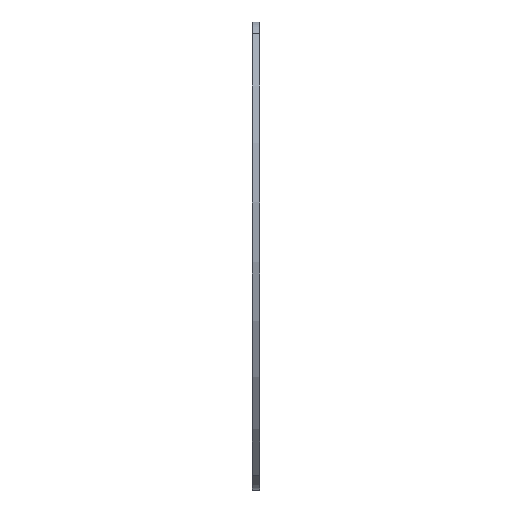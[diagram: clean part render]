
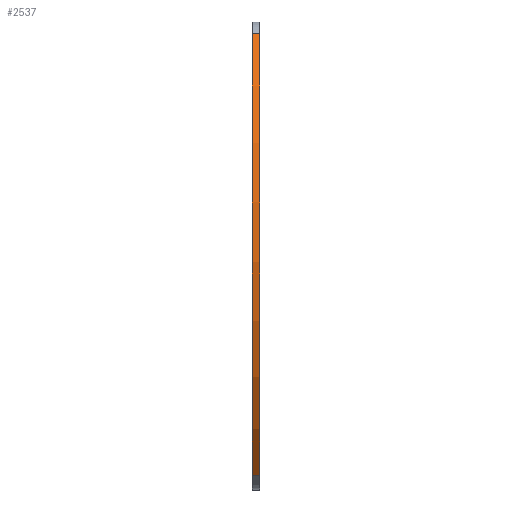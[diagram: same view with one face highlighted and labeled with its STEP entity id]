
A CAD part, left-side view. The second image highlights one B-rep face of the part: STEP entity #2537.
In plain terms, the highlighted cylindrical face has radius 147.5 mm (diameter 295 mm), a partial arc.
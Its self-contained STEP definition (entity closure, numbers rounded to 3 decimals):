
#215=FACE_OUTER_BOUND('',#416,.T.);
#416=EDGE_LOOP('',(#2184,#2185,#2186,#2187));
#611=LINE('',#4363,#802);
#613=LINE('',#4366,#804);
#802=VECTOR('',#3575,10.);
#804=VECTOR('',#3579,10.);
#859=CIRCLE('',#2619,147.5);
#939=CIRCLE('',#2708,147.5);
#1042=VERTEX_POINT('',#3763);
#1043=VERTEX_POINT('',#3765);
#1156=VERTEX_POINT('',#4009);
#1157=VERTEX_POINT('',#4011);
#1290=EDGE_CURVE('',#1042,#1043,#859,.T.);
#1413=EDGE_CURVE('',#1157,#1156,#939,.T.);
#1591=EDGE_CURVE('',#1042,#1157,#611,.T.);
#1593=EDGE_CURVE('',#1156,#1043,#613,.T.);
#2184=ORIENTED_EDGE('',*,*,#1591,.T.);
#2185=ORIENTED_EDGE('',*,*,#1413,.T.);
#2186=ORIENTED_EDGE('',*,*,#1593,.T.);
#2187=ORIENTED_EDGE('',*,*,#1290,.F.);
#2425=CYLINDRICAL_SURFACE('',#2858,147.5);
#2537=ADVANCED_FACE('',(#215),#2425,.T.);
#2619=AXIS2_PLACEMENT_3D('',#3766,#2960,#2961);
#2708=AXIS2_PLACEMENT_3D('',#4012,#3181,#3182);
#2858=AXIS2_PLACEMENT_3D('',#4365,#3577,#3578);
#2960=DIRECTION('center_axis',(0.,1.,0.));
#2961=DIRECTION('ref_axis',(-1.,0.,0.));
#3181=DIRECTION('center_axis',(0.,1.,0.));
#3182=DIRECTION('ref_axis',(-1.,0.,0.));
#3575=DIRECTION('',(0.,-1.,0.));
#3577=DIRECTION('center_axis',(0.,1.,0.));
#3578=DIRECTION('ref_axis',(-1.,0.,0.));
#3579=DIRECTION('',(0.,1.,0.));
#3763=CARTESIAN_POINT('',(-105.964,15.,-102.606));
#3765=CARTESIAN_POINT('',(-124.079,15.,79.754));
#3766=CARTESIAN_POINT('Origin',(0.,15.,0.));
#4009=CARTESIAN_POINT('',(-124.079,12.,79.754));
#4011=CARTESIAN_POINT('',(-105.964,12.,-102.606));
#4012=CARTESIAN_POINT('Origin',(0.,12.,0.));
#4363=CARTESIAN_POINT('',(-105.964,15.,-102.606));
#4365=CARTESIAN_POINT('Origin',(0.,15.,0.));
#4366=CARTESIAN_POINT('',(-124.079,15.,79.754));
